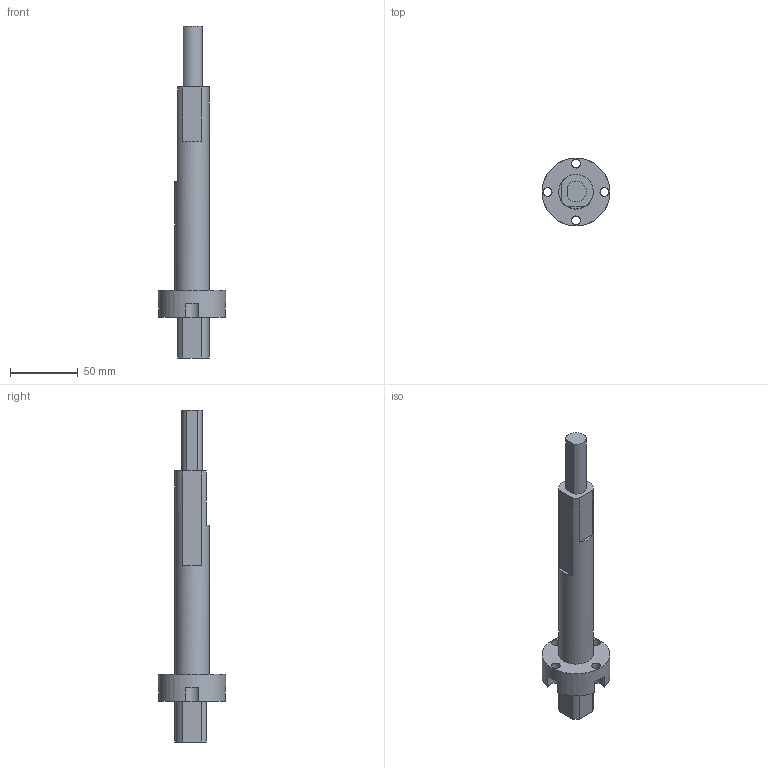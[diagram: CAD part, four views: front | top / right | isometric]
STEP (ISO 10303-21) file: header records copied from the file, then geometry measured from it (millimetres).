
FILE_DESCRIPTION(/* description */ (''),/* implementation_level */ '2;1');
FILE_NAME(/* name */ 'axle v77.step',/* time_stamp */ '2020-09-24T16:14:29+10:00',/* author */ (''),/* organization */ (''),/* preprocessor_version */ 'ST-DEVELOPER v18.1',/* originating_system */ 'Autodesk Translation Framework v9.3.0.1241',/* authorisation */ '');
FILE_SCHEMA (('AUTOMOTIVE_DESIGN { 1 0 10303 214 3 1 1 }'));
Length unit declared in the file: millimetre
Products named in the file (1): axle
Bounding box: 50 x 50 x 245 mm (x, y, z)
Volume: 129705.2 mm3; surface area: 24626.3 mm2
Topology: 1 solids, 1 shells, 29 faces, 77 edges, 53 vertices
Faces by surface type: plane 16, cylinder 13
Full cylindrical faces by diameter (mm): 6.6 x4, 25.4 x1, 50 x1
Entity records: 979 total; most frequent: DIRECTION 176, CARTESIAN_POINT 160, ORIENTED_EDGE 154, EDGE_CURVE 77, AXIS2_PLACEMENT_3D 69, VERTEX_POINT 53, EDGE_LOOP 40, CIRCLE 39
